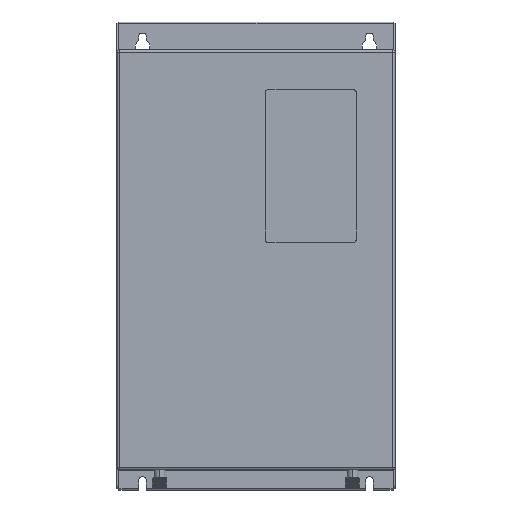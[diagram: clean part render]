
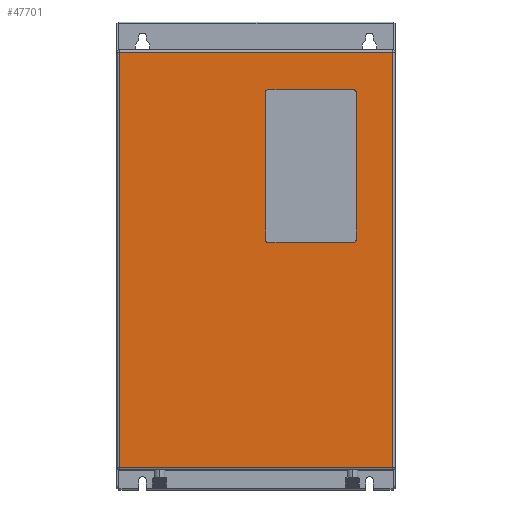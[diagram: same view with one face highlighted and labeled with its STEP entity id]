
A CAD part, top view. The second image highlights one B-rep face of the part: STEP entity #47701.
In plain terms, the highlighted planar face has unit normal (0, 0, 1).
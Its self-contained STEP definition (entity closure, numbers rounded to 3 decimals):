
#123 = EDGE_CURVE ( 'NONE', #55182, #39420, #34371, .T. ) ;
#134 = CARTESIAN_POINT ( 'NONE',  ( 210.7, 349.1, -17.5 ) ) ;
#459 = VERTEX_POINT ( 'NONE', #1921 ) ;
#1477 = VECTOR ( 'NONE', #3679, 1000. ) ;
#1842 = EDGE_LOOP ( 'NONE', ( #2572, #29112, #32283, #59684, #32123, #37969, #32805, #55244 ) ) ;
#1921 = CARTESIAN_POINT ( 'NONE',  ( 210.7, 218.7, -17.5 ) ) ;
#1948 = DIRECTION ( 'NONE',  ( 0., 0., 1. ) ) ;
#2143 = AXIS2_PLACEMENT_3D ( 'NONE', #57900, #33492, #15137 ) ;
#2312 = LINE ( 'NONE', #3202, #58999 ) ;
#2572 = ORIENTED_EDGE ( 'NONE', *, *, #44965, .F. ) ;
#3202 = CARTESIAN_POINT ( 'NONE',  ( 2., 18.2, -17.5 ) ) ;
#3679 = DIRECTION ( 'NONE',  ( 0., -1., 0. ) ) ;
#3914 = CARTESIAN_POINT ( 'NONE',  ( 243., 18.2, -17.5 ) ) ;
#5045 = AXIS2_PLACEMENT_3D ( 'NONE', #48671, #33179, #38891 ) ;
#7845 = CARTESIAN_POINT ( 'NONE',  ( 243., 384.2, -17.5 ) ) ;
#8877 = LINE ( 'NONE', #40950, #18708 ) ;
#10327 = EDGE_CURVE ( 'NONE', #25477, #59227, #54969, .T. ) ;
#10901 = CARTESIAN_POINT ( 'NONE',  ( 133., 218.7, -17.5 ) ) ;
#12986 = CARTESIAN_POINT ( 'NONE',  ( 122.5, 305.3, -17.5 ) ) ;
#13087 = VERTEX_POINT ( 'NONE', #42184 ) ;
#13259 = DIRECTION ( 'NONE',  ( 1., 0., 0. ) ) ;
#13366 = DIRECTION ( 'NONE',  ( 0., 1., 0. ) ) ;
#14605 = LINE ( 'NONE', #24080, #59951 ) ;
#14708 = EDGE_CURVE ( 'NONE', #13087, #55182, #14605, .T. ) ;
#15101 = CARTESIAN_POINT ( 'NONE',  ( 243., 18.2, -17.5 ) ) ;
#15137 = DIRECTION ( 'NONE',  ( 0., 1., 0. ) ) ;
#15371 = DIRECTION ( 'NONE',  ( 0., -1., 0. ) ) ;
#15688 = LINE ( 'NONE', #29159, #18277 ) ;
#17444 = AXIS2_PLACEMENT_3D ( 'NONE', #10901, #48194, #57050 ) ;
#17697 = CARTESIAN_POINT ( 'NONE',  ( 2., 194.2, -17.5 ) ) ;
#18277 = VECTOR ( 'NONE', #58161, 1000. ) ;
#18484 = FACE_BOUND ( 'NONE', #1842, .T. ) ;
#18708 = VECTOR ( 'NONE', #23523, 1000. ) ;
#19168 = EDGE_CURVE ( 'NONE', #41135, #25477, #45776, .T. ) ;
#19421 = CIRCLE ( 'NONE', #17444, 2. ) ;
#19796 = CARTESIAN_POINT ( 'NONE',  ( 2., 384.2, -17.5 ) ) ;
#20446 = VERTEX_POINT ( 'NONE', #134 ) ;
#20512 = EDGE_CURVE ( 'NONE', #57540, #459, #43285, .T. ) ;
#21168 = ORIENTED_EDGE ( 'NONE', *, *, #10327, .T. ) ;
#23523 = DIRECTION ( 'NONE',  ( 0., -1., 0. ) ) ;
#23740 = CARTESIAN_POINT ( 'NONE',  ( 131., 349.1, -17.5 ) ) ;
#23772 = DIRECTION ( 'NONE',  ( -1., 0., 0. ) ) ;
#24080 = CARTESIAN_POINT ( 'NONE',  ( 208.7, 351.1, -17.5 ) ) ;
#25477 = VERTEX_POINT ( 'NONE', #7845 ) ;
#25637 = EDGE_CURVE ( 'NONE', #20446, #13087, #52850, .T. ) ;
#27162 = DIRECTION ( 'NONE',  ( -1., 0., 0. ) ) ;
#27360 = FACE_OUTER_BOUND ( 'NONE', #36960, .T. ) ;
#28587 = VERTEX_POINT ( 'NONE', #44181 ) ;
#29112 = ORIENTED_EDGE ( 'NONE', *, *, #20512, .F. ) ;
#29159 = CARTESIAN_POINT ( 'NONE',  ( 210.7, 218.7, -17.5 ) ) ;
#31041 = EDGE_CURVE ( 'NONE', #52857, #41135, #2312, .T. ) ;
#32123 = ORIENTED_EDGE ( 'NONE', *, *, #50851, .F. ) ;
#32283 = ORIENTED_EDGE ( 'NONE', *, *, #35277, .F. ) ;
#32805 = ORIENTED_EDGE ( 'NONE', *, *, #14708, .F. ) ;
#33179 = DIRECTION ( 'NONE',  ( 0., 0., 1. ) ) ;
#33492 = DIRECTION ( 'NONE',  ( 0., 0., 1. ) ) ;
#33518 = AXIS2_PLACEMENT_3D ( 'NONE', #34324, #1948, #15371 ) ;
#34324 = CARTESIAN_POINT ( 'NONE',  ( 208.7, 218.7, -17.5 ) ) ;
#34371 = CIRCLE ( 'NONE', #2143, 2. ) ;
#35277 = EDGE_CURVE ( 'NONE', #28587, #57540, #36185, .T. ) ;
#35801 = VECTOR ( 'NONE', #13366, 1000. ) ;
#36185 = LINE ( 'NONE', #45668, #44689 ) ;
#36960 = EDGE_LOOP ( 'NONE', ( #43871, #21168, #60397, #57677 ) ) ;
#37447 = DIRECTION ( 'NONE',  ( 0., 0., 1. ) ) ;
#37969 = ORIENTED_EDGE ( 'NONE', *, *, #123, .F. ) ;
#38340 = CARTESIAN_POINT ( 'NONE',  ( 133., 351.1, -17.5 ) ) ;
#38891 = DIRECTION ( 'NONE',  ( 1., 0., 0. ) ) ;
#39420 = VERTEX_POINT ( 'NONE', #23740 ) ;
#40061 = EDGE_CURVE ( 'NONE', #59227, #52857, #59575, .T. ) ;
#40518 = VERTEX_POINT ( 'NONE', #51586 ) ;
#40773 = DIRECTION ( 'NONE',  ( 1., 0., 0. ) ) ;
#40950 = CARTESIAN_POINT ( 'NONE',  ( 131., 349.1, -17.5 ) ) ;
#41135 = VERTEX_POINT ( 'NONE', #15101 ) ;
#41905 = CARTESIAN_POINT ( 'NONE',  ( 208.7, 216.7, -17.5 ) ) ;
#42034 = PLANE ( 'NONE',  #49779 ) ;
#42184 = CARTESIAN_POINT ( 'NONE',  ( 208.7, 351.1, -17.5 ) ) ;
#43285 = CIRCLE ( 'NONE', #33518, 2. ) ;
#43871 = ORIENTED_EDGE ( 'NONE', *, *, #19168, .T. ) ;
#44181 = CARTESIAN_POINT ( 'NONE',  ( 133., 216.7, -17.5 ) ) ;
#44689 = VECTOR ( 'NONE', #13259, 1000. ) ;
#44965 = EDGE_CURVE ( 'NONE', #459, #20446, #15688, .T. ) ;
#45668 = CARTESIAN_POINT ( 'NONE',  ( 133., 216.7, -17.5 ) ) ;
#45776 = LINE ( 'NONE', #3914, #35801 ) ;
#46299 = EDGE_CURVE ( 'NONE', #40518, #28587, #19421, .T. ) ;
#47701 = ADVANCED_FACE ( 'NONE', ( #18484, #27360 ), #42034, .T. ) ;
#48194 = DIRECTION ( 'NONE',  ( 0., 0., 1. ) ) ;
#48671 = CARTESIAN_POINT ( 'NONE',  ( 208.7, 349.1, -17.5 ) ) ;
#49779 = AXIS2_PLACEMENT_3D ( 'NONE', #12986, #37447, #55774 ) ;
#50391 = CARTESIAN_POINT ( 'NONE',  ( 243., 384.2, -17.5 ) ) ;
#50851 = EDGE_CURVE ( 'NONE', #39420, #40518, #8877, .T. ) ;
#51586 = CARTESIAN_POINT ( 'NONE',  ( 131., 218.7, -17.5 ) ) ;
#52850 = CIRCLE ( 'NONE', #5045, 2. ) ;
#52857 = VERTEX_POINT ( 'NONE', #55487 ) ;
#54969 = LINE ( 'NONE', #50391, #59035 ) ;
#55182 = VERTEX_POINT ( 'NONE', #38340 ) ;
#55244 = ORIENTED_EDGE ( 'NONE', *, *, #25637, .F. ) ;
#55487 = CARTESIAN_POINT ( 'NONE',  ( 2., 18.2, -17.5 ) ) ;
#55774 = DIRECTION ( 'NONE',  ( 1., 0., 0. ) ) ;
#57050 = DIRECTION ( 'NONE',  ( -1., 0., 0. ) ) ;
#57540 = VERTEX_POINT ( 'NONE', #41905 ) ;
#57677 = ORIENTED_EDGE ( 'NONE', *, *, #31041, .T. ) ;
#57900 = CARTESIAN_POINT ( 'NONE',  ( 133., 349.1, -17.5 ) ) ;
#58161 = DIRECTION ( 'NONE',  ( 0., 1., 0. ) ) ;
#58999 = VECTOR ( 'NONE', #40773, 1000. ) ;
#59035 = VECTOR ( 'NONE', #27162, 1000. ) ;
#59227 = VERTEX_POINT ( 'NONE', #19796 ) ;
#59575 = LINE ( 'NONE', #17697, #1477 ) ;
#59684 = ORIENTED_EDGE ( 'NONE', *, *, #46299, .F. ) ;
#59951 = VECTOR ( 'NONE', #23772, 1000. ) ;
#60397 = ORIENTED_EDGE ( 'NONE', *, *, #40061, .T. ) ;
